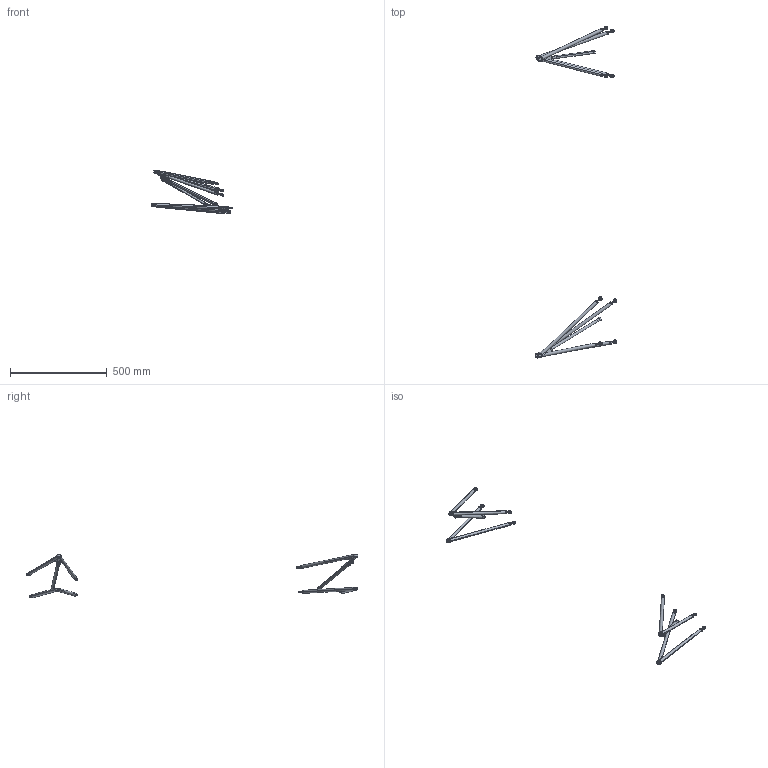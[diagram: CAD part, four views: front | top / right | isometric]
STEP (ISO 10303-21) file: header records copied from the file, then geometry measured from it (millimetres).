
FILE_DESCRIPTION (( 'STEP AP214' ), '1' );
FILE_NAME ('24-DYN-SUS-CTRL-ASSY.STEP', '2023-11-18T20:53:29', ( '' ), ( '' ), 'SwSTEP 2.0', 'SolidWorks 2023', '' );
FILE_SCHEMA (( 'AUTOMOTIVE_DESIGN' ));
Length unit declared in the file: inch
Products named in the file (17): 24-DYN-HDWR-Dummy Spherical_CTRL; 24-DYN-SUS-Hex Stock Tube Insert; Front Upper CTRL; Dummy_Pin_CA_FEA; 24-DYN-SUS-ROD-Reference_Rear PR; 23-DYN-HDWR-Spherical Bearing Inners_RAB\M-4TG; 24-DYN-SUS-CTRL-ASSY; Rear Upper CTRL; 24-DYN-SUS-ROD-Reference_Front PR; 24-DYN-SUS-Tube Insert_INS-W2 FL & RU Control Arm; 24-DYN-HDWR-RAB-4TG; 24-DYN-SUS-ROD_Front PR; Front Lower CTRL_Left; 24-DYN-HDWR-RAM-4TG_body_60645K121; 24-DYN-SUS-ROD_Rear PR; Rear Lower CTRL_Left; 24-DYN-HLVL-wireframe_v1_Stiff Front ARB
Assembly tree (40 placements, depth 4):
  24-DYN-SUS-CTRL-ASSY
    Front Upper CTRL
    Front Lower CTRL_Left
    Rear Lower CTRL_Left
    Rear Upper CTRL
    24-DYN-SUS-Tube Insert_INS-W2 FL & RU Control Arm  x10
    24-DYN-HDWR-RAB-4TG  x8
      24-DYN-HDWR-RAM-4TG_body_60645K121
      23-DYN-HDWR-Spherical Bearing Inners_RAB\M-4TG
    24-DYN-HDWR-Dummy Spherical_CTRL  x4
    24-DYN-SUS-ROD-Reference_Rear PR
      24-DYN-SUS-ROD_Rear PR
      24-DYN-SUS-Hex Stock Tube Insert  x2
      24-DYN-HDWR-RAB-4TG
        24-DYN-HDWR-RAM-4TG_body_60645K121
        23-DYN-HDWR-Spherical Bearing Inners_RAB\M-4TG
    24-DYN-SUS-ROD-Reference_Front PR
      24-DYN-SUS-ROD_Front PR
      24-DYN-SUS-Hex Stock Tube Insert  x2
      24-DYN-HDWR-RAB-4TG
        24-DYN-HDWR-RAM-4TG_body_60645K121
        23-DYN-HDWR-Spherical Bearing Inners_RAB\M-4TG
    Dummy_Pin_CA_FEA  x2
  24-DYN-HLVL-wireframe_v1_Stiff Front ARB
Bounding box: 422.57 x 1716.25 x 225.11 mm (x, y, z)
Volume: 305543.8 mm3; surface area: 364466.1 mm2
Topology: 46 solids, 46 shells, 748 faces, 1689 edges, 1039 vertices
Faces by surface type: cylinder 256, plane 238, cone 149, sphere 40, bspline 35, torus 30
Entity records: 13164 total; most frequent: CARTESIAN_POINT 5984, ORIENTED_EDGE 1396, DIRECTION 1334, EDGE_CURVE 698, AXIS2_PLACEMENT_3D 553, VERTEX_POINT 441, EDGE_LOOP 345, FACE_OUTER_BOUND 291
